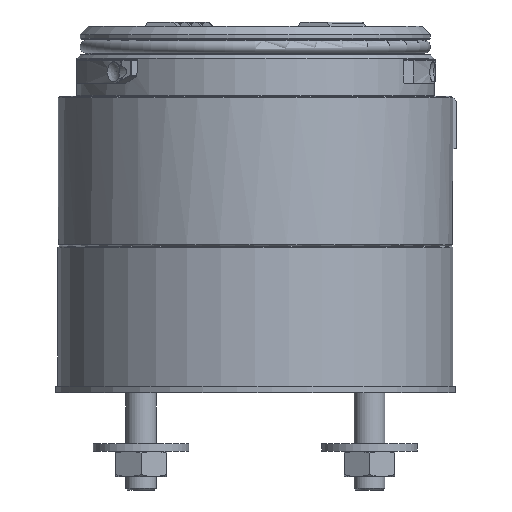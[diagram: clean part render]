
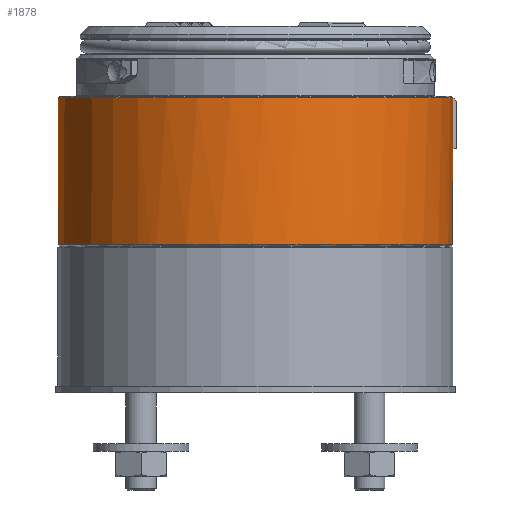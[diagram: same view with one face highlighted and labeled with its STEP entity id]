
A CAD part, front view. The second image highlights one B-rep face of the part: STEP entity #1878.
In plain terms, the highlighted cylindrical face has radius 31 mm (diameter 62 mm), a full revolution.
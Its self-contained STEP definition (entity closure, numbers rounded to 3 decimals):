
#1554=CYLINDRICAL_SURFACE('',#14226,31.);
#1878=ADVANCED_FACE('',(#3777,#3778),#1554,.T.);
#3177=CIRCLE('',#14223,31.);
#3178=CIRCLE('',#14224,31.);
#3179=CIRCLE('',#14225,31.);
#3777=FACE_BOUND('',#4074,.T.);
#3778=FACE_BOUND('',#4075,.T.);
#4074=EDGE_LOOP('',(#5249));
#4075=EDGE_LOOP('',(#5250,#5251,#5252,#5253));
#5249=ORIENTED_EDGE('',*,*,#10324,.T.);
#5250=ORIENTED_EDGE('',*,*,#10325,.T.);
#5251=ORIENTED_EDGE('',*,*,#10326,.T.);
#5252=ORIENTED_EDGE('',*,*,#10327,.T.);
#5253=ORIENTED_EDGE('',*,*,#10328,.F.);
#9061=VERTEX_POINT('',#20003);
#9062=VERTEX_POINT('',#20005);
#9063=VERTEX_POINT('',#20006);
#9064=VERTEX_POINT('',#20008);
#9065=VERTEX_POINT('',#20010);
#10324=EDGE_CURVE('',#9061,#9061,#3177,.T.);
#10325=EDGE_CURVE('',#9062,#9063,#3178,.T.);
#10326=EDGE_CURVE('',#9063,#9064,#12120,.T.);
#10327=EDGE_CURVE('',#9064,#9065,#3179,.T.);
#10328=EDGE_CURVE('',#9062,#9065,#12121,.T.);
#12120=LINE('',#20007,#13166);
#12121=LINE('',#20011,#13167);
#13166=VECTOR('',#15870,1.);
#13167=VECTOR('',#15873,1.);
#14223=AXIS2_PLACEMENT_3D('',#20002,#15866,#15867);
#14224=AXIS2_PLACEMENT_3D('',#20004,#15868,#15869);
#14225=AXIS2_PLACEMENT_3D('',#20009,#15871,#15872);
#14226=AXIS2_PLACEMENT_3D('',#20012,#15874,#15875);
#15866=DIRECTION('',(0.,0.,1.));
#15867=DIRECTION('',(-0.596,-0.803,0.));
#15868=DIRECTION('',(0.,0.,-1.));
#15869=DIRECTION('',(0.596,0.803,0.));
#15870=DIRECTION('',(0.,0.,-1.));
#15871=DIRECTION('',(0.,0.,-1.));
#15872=DIRECTION('',(-0.596,-0.803,0.));
#15873=DIRECTION('',(0.,0.,-1.));
#15874=DIRECTION('',(0.,0.,-1.));
#15875=DIRECTION('',(-0.596,-0.803,0.));
#20002=CARTESIAN_POINT('',(0.,0.,
10.2));
#20003=CARTESIAN_POINT('',(-18.47,-24.897,10.2));
#20004=CARTESIAN_POINT('',(0.,0.,
33.3));
#20005=CARTESIAN_POINT('',(31.,0.111,33.3));
#20006=CARTESIAN_POINT('',(30.967,1.436,33.3));
#20007=CARTESIAN_POINT('',(30.967,1.436,10.));
#20008=CARTESIAN_POINT('',(30.967,1.436,25.3));
#20009=CARTESIAN_POINT('',(0.,0.,
25.3));
#20010=CARTESIAN_POINT('',(31.,0.111,25.3));
#20011=CARTESIAN_POINT('',(31.,0.111,10.));
#20012=CARTESIAN_POINT('',(0.,0.,
10.));
